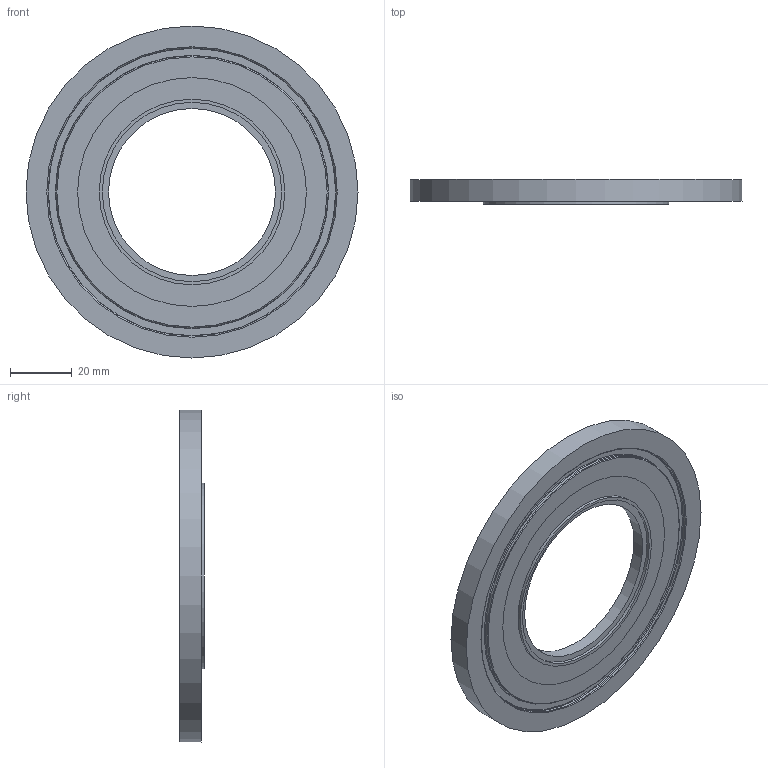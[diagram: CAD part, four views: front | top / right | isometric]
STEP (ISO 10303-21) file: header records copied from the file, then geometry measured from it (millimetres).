
FILE_DESCRIPTION(/* description */ (''),/* implementation_level */ '2;1');
FILE_NAME(/* name */ 'gel holder 2 v5.step',/* time_stamp */ '2024-04-15T13:25:15-04:00',/* author */ (''),/* organization */ (''),/* preprocessor_version */ 'ST-DEVELOPER v20',/* originating_system */ 'Autodesk Translation Framework v12.14.0.127',/* authorisation */ '');
FILE_SCHEMA (('AUTOMOTIVE_DESIGN { 1 0 10303 214 3 1 1 }'));
Length unit declared in the file: millimetre
Products named in the file (1): gel holder 2
Bounding box: 107.4 x 8 x 107.4 mm (x, y, z)
Volume: 37042.2 mm3; surface area: 18953.7 mm2
Topology: 1 solids, 1 shells, 21 faces, 48 edges, 30 vertices
Faces by surface type: cone 13, torus 4, plane 3, bspline 1
Entity records: 786 total; most frequent: CARTESIAN_POINT 248, DIRECTION 123, ORIENTED_EDGE 96, AXIS2_PLACEMENT_3D 55, EDGE_CURVE 48, CIRCLE 34, VERTEX_POINT 30, EDGE_LOOP 24
